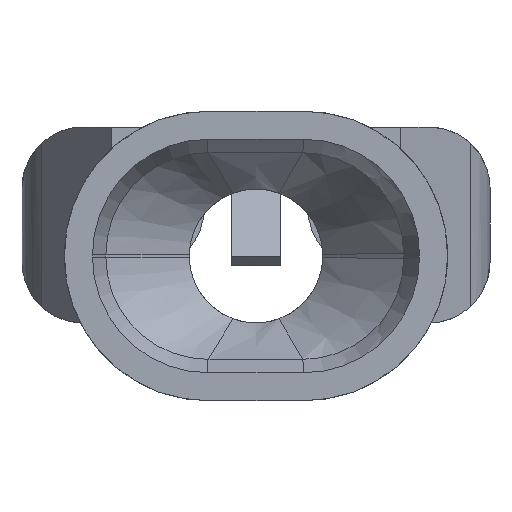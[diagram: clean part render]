
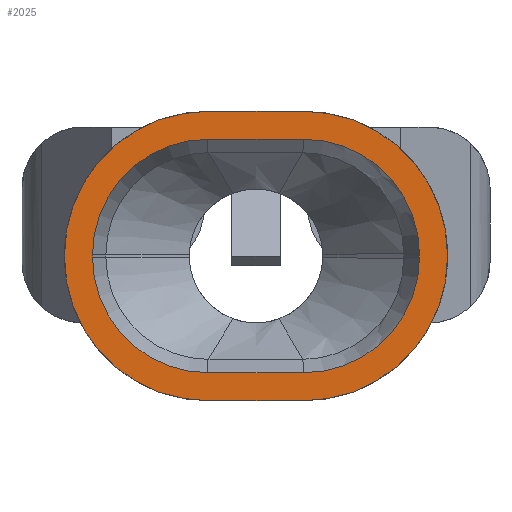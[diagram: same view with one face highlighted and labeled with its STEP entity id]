
A CAD part, left-side view. The second image highlights one B-rep face of the part: STEP entity #2025.
In plain terms, the highlighted planar face has unit normal (-1, 0, 0).
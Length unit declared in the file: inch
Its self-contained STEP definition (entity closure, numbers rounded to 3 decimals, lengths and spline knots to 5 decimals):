
#1=DIRECTION('',(0.,-1.,0.));
#2=VECTOR('',#1,0.079);
#3=CARTESIAN_POINT('',(0.,0.0395,0.119));
#4=LINE('',#3,#2);
#5=CARTESIAN_POINT('',(0.,-0.0395,0.001));
#6=DIRECTION('',(-1.,0.,0.));
#7=DIRECTION('',(0.,-1.,0.));
#8=AXIS2_PLACEMENT_3D('',#5,#6,#7);
#10=DIRECTION('',(0.,0.,1.));
#11=VECTOR('',#10,0.002);
#12=CARTESIAN_POINT('',(0.,-0.1575,-0.001));
#13=LINE('',#12,#11);
#14=CARTESIAN_POINT('',(0.,-0.0395,-0.001));
#15=DIRECTION('',(-1.,0.,0.));
#16=DIRECTION('',(0.,0.,-1.));
#17=AXIS2_PLACEMENT_3D('',#14,#15,#16);
#19=DIRECTION('',(0.,1.,0.));
#20=VECTOR('',#19,0.079);
#21=CARTESIAN_POINT('',(0.,-0.0395,-0.119));
#22=LINE('',#21,#20);
#23=CARTESIAN_POINT('',(0.,0.0395,-0.001));
#24=DIRECTION('',(-1.,0.,0.));
#25=DIRECTION('',(0.,1.,0.));
#26=AXIS2_PLACEMENT_3D('',#23,#24,#25);
#28=DIRECTION('',(0.,0.,-1.));
#29=VECTOR('',#28,0.002);
#30=CARTESIAN_POINT('',(0.,0.1575,0.001));
#31=LINE('',#30,#29);
#32=CARTESIAN_POINT('',(0.,0.0395,0.001));
#33=DIRECTION('',(-1.,0.,0.));
#34=DIRECTION('',(0.,0.,1.));
#35=AXIS2_PLACEMENT_3D('',#32,#33,#34);
#37=CARTESIAN_POINT('',(0.,0.0395,0.001));
#38=DIRECTION('',(-1.,0.,0.));
#39=DIRECTION('',(0.,0.,1.));
#40=AXIS2_PLACEMENT_3D('',#37,#38,#39);
#42=DIRECTION('',(0.,0.,-1.));
#43=VECTOR('',#42,0.002);
#44=CARTESIAN_POINT('',(0.,0.1345,0.001));
#45=LINE('',#44,#43);
#46=CARTESIAN_POINT('',(0.,0.0395,-0.001));
#47=DIRECTION('',(-1.,0.,0.));
#48=DIRECTION('',(0.,1.,0.));
#49=AXIS2_PLACEMENT_3D('',#46,#47,#48);
#51=DIRECTION('',(0.,-1.,0.));
#52=VECTOR('',#51,0.079);
#53=CARTESIAN_POINT('',(0.,0.0395,-0.096));
#54=LINE('',#53,#52);
#55=CARTESIAN_POINT('',(0.,-0.0395,-0.001));
#56=DIRECTION('',(-1.,0.,0.));
#57=DIRECTION('',(0.,0.,-1.));
#58=AXIS2_PLACEMENT_3D('',#55,#56,#57);
#60=DIRECTION('',(0.,0.,1.));
#61=VECTOR('',#60,0.002);
#62=CARTESIAN_POINT('',(0.,-0.1345,-0.001));
#63=LINE('',#62,#61);
#64=CARTESIAN_POINT('',(0.,-0.0395,0.001));
#65=DIRECTION('',(-1.,0.,0.));
#66=DIRECTION('',(0.,-1.,0.));
#67=AXIS2_PLACEMENT_3D('',#64,#65,#66);
#69=DIRECTION('',(0.,1.,0.));
#70=VECTOR('',#69,0.079);
#71=CARTESIAN_POINT('',(0.,-0.0395,0.096));
#72=LINE('',#71,#70);
#1664=CARTESIAN_POINT('',(0.,-0.0395,-0.119));
#1665=CARTESIAN_POINT('',(0.,-0.1575,-0.001));
#1666=VERTEX_POINT('',#1664);
#1667=VERTEX_POINT('',#1665);
#1668=CARTESIAN_POINT('',(0.,-0.1575,0.001));
#1669=VERTEX_POINT('',#1668);
#1670=CARTESIAN_POINT('',(0.,-0.0395,0.119));
#1671=VERTEX_POINT('',#1670);
#1672=CARTESIAN_POINT('',(0.,0.0395,0.119));
#1673=CARTESIAN_POINT('',(0.,0.1575,0.001));
#1674=VERTEX_POINT('',#1672);
#1675=VERTEX_POINT('',#1673);
#1676=CARTESIAN_POINT('',(0.,0.1575,-0.001));
#1677=VERTEX_POINT('',#1676);
#1678=CARTESIAN_POINT('',(0.,0.0395,-0.119));
#1679=VERTEX_POINT('',#1678);
#1724=CARTESIAN_POINT('',(0.,0.0395,0.096));
#1725=CARTESIAN_POINT('',(0.,0.1345,0.001));
#1726=VERTEX_POINT('',#1724);
#1727=VERTEX_POINT('',#1725);
#1728=CARTESIAN_POINT('',(0.,0.1345,-0.001));
#1729=VERTEX_POINT('',#1728);
#1730=CARTESIAN_POINT('',(0.,0.0395,-0.096));
#1731=VERTEX_POINT('',#1730);
#1732=CARTESIAN_POINT('',(0.,-0.0395,-0.096));
#1733=VERTEX_POINT('',#1732);
#1734=CARTESIAN_POINT('',(0.,-0.1345,-0.001));
#1735=VERTEX_POINT('',#1734);
#1736=CARTESIAN_POINT('',(0.,-0.1345,0.001));
#1737=VERTEX_POINT('',#1736);
#1738=CARTESIAN_POINT('',(0.,-0.0395,0.096));
#1739=VERTEX_POINT('',#1738);
#1984=CARTESIAN_POINT('',(0.,0.,0.));
#1985=DIRECTION('',(1.,0.,0.));
#1986=DIRECTION('',(0.,0.,1.));
#1987=AXIS2_PLACEMENT_3D('',#1984,#1985,#1986);
#1988=PLANE('',#1987);
#1990=ORIENTED_EDGE('',*,*,#1989,.T.);
#1992=ORIENTED_EDGE('',*,*,#1991,.F.);
#1994=ORIENTED_EDGE('',*,*,#1993,.F.);
#1996=ORIENTED_EDGE('',*,*,#1995,.F.);
#1998=ORIENTED_EDGE('',*,*,#1997,.T.);
#2000=ORIENTED_EDGE('',*,*,#1999,.F.);
#2002=ORIENTED_EDGE('',*,*,#2001,.F.);
#2004=ORIENTED_EDGE('',*,*,#2003,.F.);
#2005=EDGE_LOOP('',(#1990,#1992,#1994,#1996,#1998,#2000,#2002,#2004));
#2006=FACE_OUTER_BOUND('',#2005,.F.);
#2008=ORIENTED_EDGE('',*,*,#2007,.T.);
#2010=ORIENTED_EDGE('',*,*,#2009,.T.);
#2012=ORIENTED_EDGE('',*,*,#2011,.T.);
#2014=ORIENTED_EDGE('',*,*,#2013,.T.);
#2016=ORIENTED_EDGE('',*,*,#2015,.T.);
#2018=ORIENTED_EDGE('',*,*,#2017,.T.);
#2020=ORIENTED_EDGE('',*,*,#2019,.T.);
#2022=ORIENTED_EDGE('',*,*,#2021,.T.);
#2023=EDGE_LOOP('',(#2008,#2010,#2012,#2014,#2016,#2018,#2020,#2022));
#2024=FACE_BOUND('',#2023,.F.);
#2025=ADVANCED_FACE('',(#2006,#2024),#1988,.F.);
#9=CIRCLE('',#8,0.118);
#18=CIRCLE('',#17,0.118);
#27=CIRCLE('',#26,0.118);
#36=CIRCLE('',#35,0.118);
#41=CIRCLE('',#40,0.095);
#50=CIRCLE('',#49,0.095);
#59=CIRCLE('',#58,0.095);
#68=CIRCLE('',#67,0.095);
#1989=EDGE_CURVE('',#1674,#1671,#4,.T.);
#1991=EDGE_CURVE('',#1669,#1671,#9,.T.);
#1993=EDGE_CURVE('',#1667,#1669,#13,.T.);
#1995=EDGE_CURVE('',#1666,#1667,#18,.T.);
#1997=EDGE_CURVE('',#1666,#1679,#22,.T.);
#1999=EDGE_CURVE('',#1677,#1679,#27,.T.);
#2001=EDGE_CURVE('',#1675,#1677,#31,.T.);
#2003=EDGE_CURVE('',#1674,#1675,#36,.T.);
#2007=EDGE_CURVE('',#1726,#1727,#41,.T.);
#2009=EDGE_CURVE('',#1727,#1729,#45,.T.);
#2011=EDGE_CURVE('',#1729,#1731,#50,.T.);
#2013=EDGE_CURVE('',#1731,#1733,#54,.T.);
#2015=EDGE_CURVE('',#1733,#1735,#59,.T.);
#2017=EDGE_CURVE('',#1735,#1737,#63,.T.);
#2019=EDGE_CURVE('',#1737,#1739,#68,.T.);
#2021=EDGE_CURVE('',#1739,#1726,#72,.T.);
